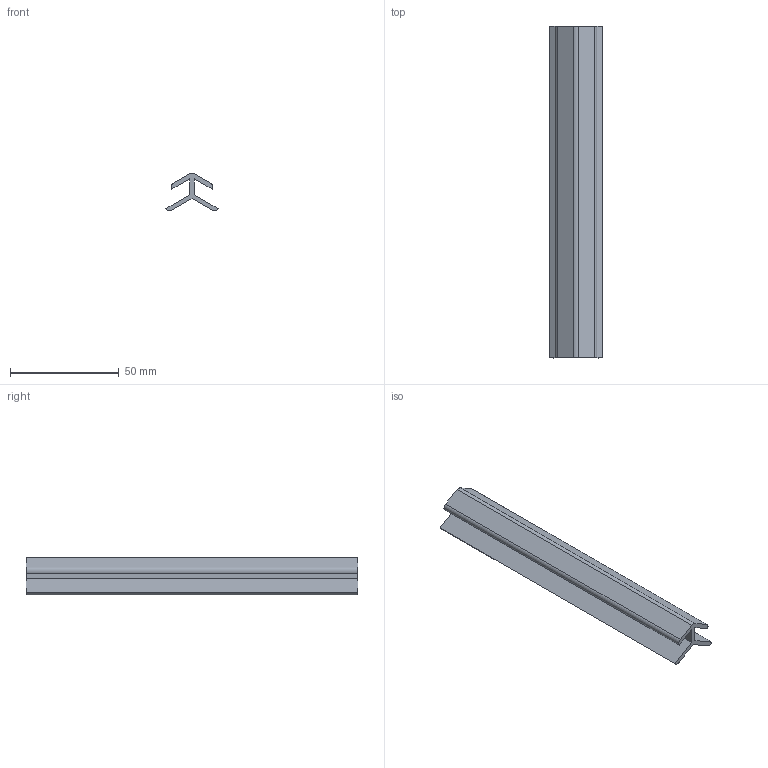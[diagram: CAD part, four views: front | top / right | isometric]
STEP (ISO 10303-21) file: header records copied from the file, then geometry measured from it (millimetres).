
FILE_DESCRIPTION((''),'2;1');
FILE_NAME('SG1395.STP', '2021-02-25T21:44:10',(''), (''), 'KCM Version 2.0.6974.6974', 'KeyCreator Pro', '');
FILE_SCHEMA(('AUTOMOTIVE_DESIGN'));
Length unit declared in the file: inch
Bounding box: 24.03 x 152.4 x 17.32 mm (x, y, z)
Volume: 16915 mm3; surface area: 17394.2 mm2
Topology: 1 solids, 1 shells, 17 faces, 45 edges, 30 vertices
Faces by surface type: plane 12, cylinder 5
Entity records: 554 total; most frequent: CARTESIAN_POINT 93, DIRECTION 91, ORIENTED_EDGE 90, EDGE_CURVE 45, VECTOR 35, LINE 35, VERTEX_POINT 30, AXIS2_PLACEMENT_3D 28
